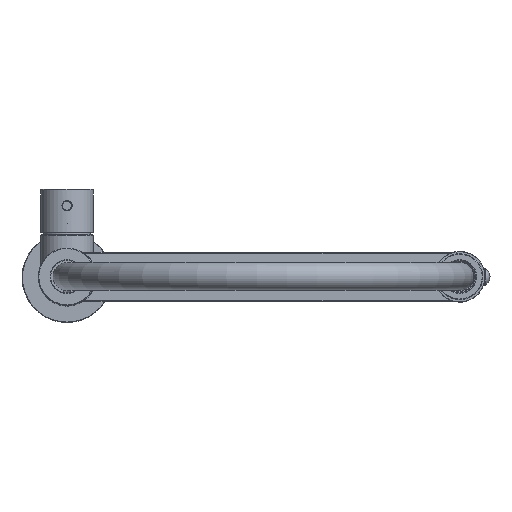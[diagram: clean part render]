
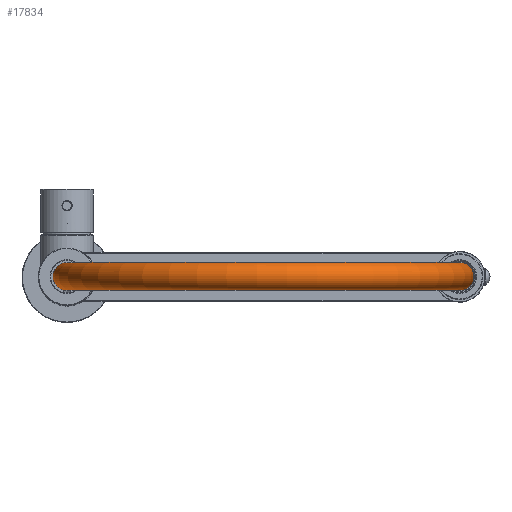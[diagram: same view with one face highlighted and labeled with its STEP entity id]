
A CAD part, top view. The second image highlights one B-rep face of the part: STEP entity #17834.
In plain terms, the highlighted toroidal (fillet/blend) face has major radius 120 mm and minor radius 8.5 mm.
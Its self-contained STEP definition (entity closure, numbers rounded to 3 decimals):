
#186=TOROIDAL_SURFACE('',#19111,120.,8.5);
#919=CIRCLE('',#19110,8.5);
#920=CIRCLE('',#19112,8.5);
#2244=ORIENTED_EDGE('',*,*,#5072,.T.);
#2245=ORIENTED_EDGE('',*,*,#5073,.F.);
#5072=EDGE_CURVE('',#6625,#6625,#919,.F.);
#5073=EDGE_CURVE('',#6626,#6626,#920,.F.);
#6625=VERTEX_POINT('',#25558);
#6626=VERTEX_POINT('',#25561);
#9969=EDGE_LOOP('',(#2244));
#9970=EDGE_LOOP('',(#2245));
#11231=FACE_BOUND('',#9969,.T.);
#11232=FACE_BOUND('',#9970,.T.);
#17834=ADVANCED_FACE('',(#11231,#11232),#186,.T.);
#19110=AXIS2_PLACEMENT_3D('',#25557,#21414,#21415);
#19111=AXIS2_PLACEMENT_3D('',#25559,#21416,#21417);
#19112=AXIS2_PLACEMENT_3D('',#25560,#21418,#21419);
#21414=DIRECTION('',(0.,0.,-1.));
#21415=DIRECTION('',(1.,0.,0.));
#21416=DIRECTION('',(0.,-1.,0.));
#21417=DIRECTION('',(0.,0.,-1.));
#21418=DIRECTION('',(0.,0.,1.));
#21419=DIRECTION('',(-1.,0.,0.));
#25557=CARTESIAN_POINT('',(0.,0.,368.5));
#25558=CARTESIAN_POINT('',(8.5,0.,368.5));
#25559=CARTESIAN_POINT('',(120.,0.,368.5));
#25560=CARTESIAN_POINT('',(240.,0.,368.5));
#25561=CARTESIAN_POINT('',(231.5,0.,368.5));
